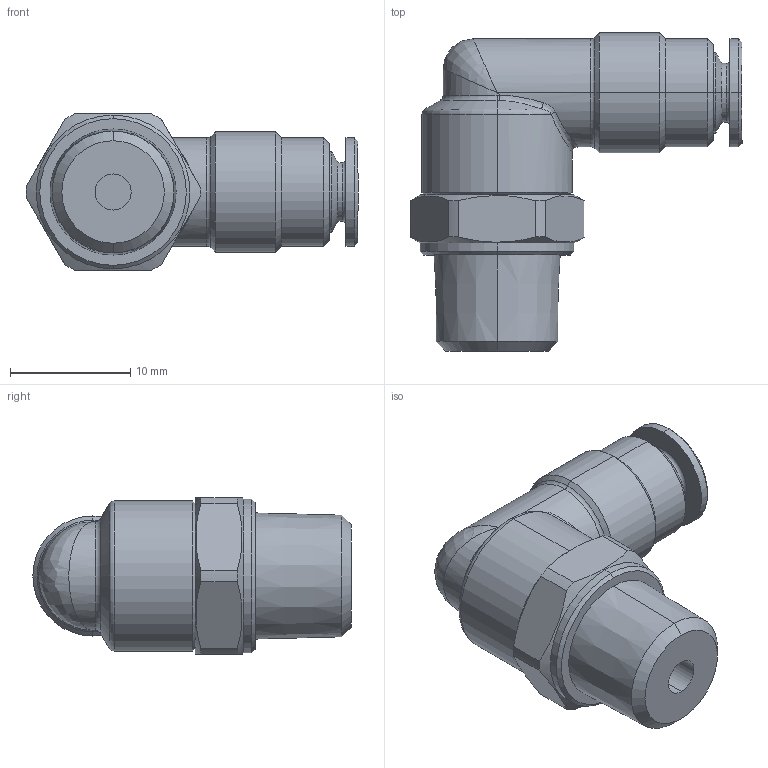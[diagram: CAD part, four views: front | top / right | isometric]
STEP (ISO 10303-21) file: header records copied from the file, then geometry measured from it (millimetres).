
FILE_DESCRIPTION (( 'STEP AP203' ), '1' );
FILE_NAME ('M0050610.STEP', '2010-08-05T06:05:28', ( '' ), ( 'sopra-pneumatic' ), 'SwSTEP 2.0', 'SolidWorks 2009', '' );
FILE_SCHEMA (( 'CONFIG_CONTROL_DESIGN' ));
Length unit declared in the file: millimetre
Products named in the file (1): M0050610
Bounding box: 27.64 x 26.5 x 13 mm (x, y, z)
Volume: 3288.1 mm3; surface area: 1997.9 mm2
Topology: 1 solids, 3 shells, 100 faces, 217 edges, 128 vertices
Faces by surface type: cylinder 34, cone 31, plane 17, torus 10, bspline 6, sphere 2
Entity records: 3990 total; most frequent: CARTESIAN_POINT 1761, DIRECTION 475, ORIENTED_EDGE 430, EDGE_CURVE 215, AXIS2_PLACEMENT_3D 204, VERTEX_POINT 128, CIRCLE 109, EDGE_LOOP 107
